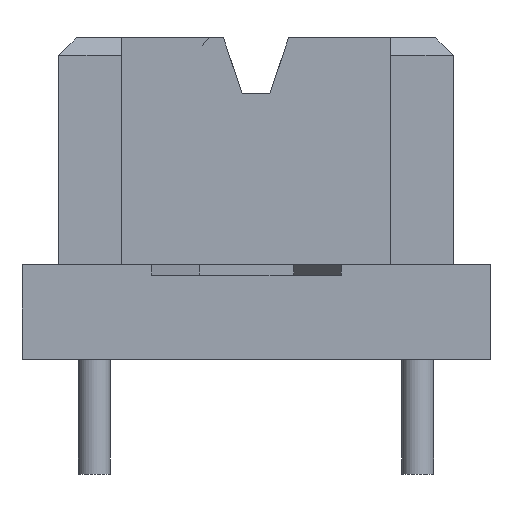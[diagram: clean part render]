
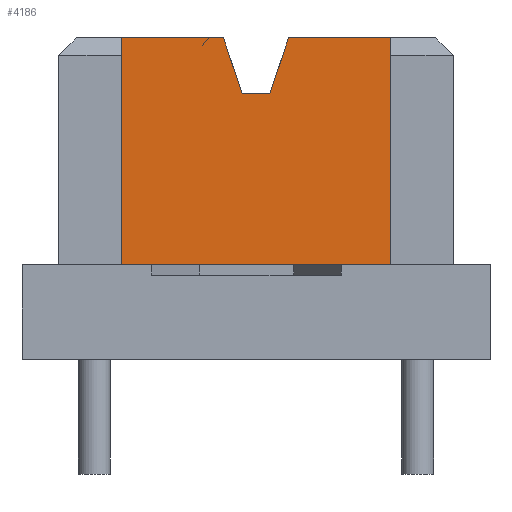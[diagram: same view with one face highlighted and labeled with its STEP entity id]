
A CAD part, front view. The second image highlights one B-rep face of the part: STEP entity #4186.
In plain terms, the highlighted free-form (B-spline) face has degree [1, 1] with [2, 2] control points.
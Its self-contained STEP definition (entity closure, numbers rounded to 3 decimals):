
#471=FACE_OUTER_BOUND($,#787,.T.);
#787=EDGE_LOOP($,(#3528,#3529,#3530,#3531,#3532,#3533,#3534,#3535));
#1193=B_SPLINE_CURVE_WITH_KNOTS($,1,(#6058,#6059),.UNSPECIFIED.,.F.,.F.,
(2,2),(0.,0.449),.UNSPECIFIED.);
#1202=B_SPLINE_CURVE_WITH_KNOTS($,1,(#6092,#6093),.UNSPECIFIED.,.F.,.F.,
(2,2),(0.,1.),.UNSPECIFIED.);
#1249=B_SPLINE_CURVE_WITH_KNOTS($,1,(#6281,#6282),.UNSPECIFIED.,.F.,.F.,
(2,2),(0.737,1.187),.UNSPECIFIED.);
#1253=B_SPLINE_CURVE_WITH_KNOTS($,1,(#6295,#6296),.UNSPECIFIED.,.F.,.F.,
(2,2),(0.,1.),.UNSPECIFIED.);
#1383=B_SPLINE_CURVE_WITH_KNOTS($,1,(#6819,#6820),.UNSPECIFIED.,.F.,.F.,
(2,2),(0.,4.45),.UNSPECIFIED.);
#1385=B_SPLINE_CURVE_WITH_KNOTS($,1,(#6827,#6828),.UNSPECIFIED.,.F.,.F.,
(2,2),(0.,1.187),.UNSPECIFIED.);
#1461=B_SPLINE_CURVE_WITH_KNOTS($,1,(#7123,#7124),.UNSPECIFIED.,.F.,.F.,
(2,2),(0.,1.),.UNSPECIFIED.);
#1462=B_SPLINE_CURVE_WITH_KNOTS($,1,(#7129,#7130),.UNSPECIFIED.,.F.,.F.,
(2,2),(0.449,0.551),.UNSPECIFIED.);
#1674=VERTEX_POINT($,#6054);
#1675=VERTEX_POINT($,#6057);
#1679=VERTEX_POINT($,#6089);
#1717=VERTEX_POINT($,#6277);
#1718=VERTEX_POINT($,#6280);
#1720=VERTEX_POINT($,#6292);
#1804=VERTEX_POINT($,#6818);
#1848=VERTEX_POINT($,#7120);
#2193=EDGE_CURVE($,#1674,#1675,#1193,.T.);
#2202=EDGE_CURVE($,#1679,#1674,#1202,.T.);
#2249=EDGE_CURVE($,#1717,#1718,#1249,.T.);
#2253=EDGE_CURVE($,#1720,#1717,#1253,.T.);
#2383=EDGE_CURVE($,#1804,#1718,#1383,.T.);
#2385=EDGE_CURVE($,#1804,#1679,#1385,.T.);
#2461=EDGE_CURVE($,#1675,#1848,#1461,.T.);
#2462=EDGE_CURVE($,#1848,#1720,#1462,.T.);
#3528=ORIENTED_EDGE($,*,*,#2461,.F.);
#3529=ORIENTED_EDGE($,*,*,#2193,.F.);
#3530=ORIENTED_EDGE($,*,*,#2202,.F.);
#3531=ORIENTED_EDGE($,*,*,#2385,.F.);
#3532=ORIENTED_EDGE($,*,*,#2383,.T.);
#3533=ORIENTED_EDGE($,*,*,#2249,.F.);
#3534=ORIENTED_EDGE($,*,*,#2253,.F.);
#3535=ORIENTED_EDGE($,*,*,#2462,.F.);
#3979=B_SPLINE_SURFACE_WITH_KNOTS($,1,1,((#7125,#7126),(#7127,#7128)),
 .UNSPECIFIED.,.F.,.F.,.F.,(2,2),(2,2),(0.,1.187),(0.,1.),
 .UNSPECIFIED.);
#4186=ADVANCED_FACE($,(#471),#3979,.F.);
#6054=CARTESIAN_POINT('',(0.855,-75.1,10.1));
#6057=CARTESIAN_POINT('',(4.055,-75.1,10.1));
#6058=CARTESIAN_POINT('Ctrl Pts',(0.855,-75.1,10.1));
#6059=CARTESIAN_POINT('Ctrl Pts',(4.055,-75.1,10.1));
#6089=CARTESIAN_POINT('',(0.855,-75.1,2.98));
#6092=CARTESIAN_POINT('Ctrl Pts',(0.855,-75.1,2.98));
#6093=CARTESIAN_POINT('Ctrl Pts',(0.855,-75.1,10.1));
#6277=CARTESIAN_POINT('',(6.105,-75.1,10.1));
#6280=CARTESIAN_POINT('',(9.305,-75.1,10.1));
#6281=CARTESIAN_POINT('Ctrl Pts',(6.105,-75.1,10.1));
#6282=CARTESIAN_POINT('Ctrl Pts',(9.305,-75.1,10.1));
#6292=CARTESIAN_POINT('',(5.511,-75.1,8.35));
#6295=CARTESIAN_POINT('Ctrl Pts',(5.511,-75.1,8.35));
#6296=CARTESIAN_POINT('Ctrl Pts',(6.105,-75.1,10.1));
#6818=CARTESIAN_POINT('',(9.305,-75.1,2.98));
#6819=CARTESIAN_POINT('Ctrl Pts',(9.305,-75.1,2.98));
#6820=CARTESIAN_POINT('Ctrl Pts',(9.305,-75.1,10.1));
#6827=CARTESIAN_POINT('Ctrl Pts',(9.305,-75.1,2.98));
#6828=CARTESIAN_POINT('Ctrl Pts',(0.855,-75.1,2.98));
#7120=CARTESIAN_POINT('',(4.649,-75.1,8.35));
#7123=CARTESIAN_POINT('Ctrl Pts',(4.055,-75.1,10.1));
#7124=CARTESIAN_POINT('Ctrl Pts',(4.649,-75.1,8.35));
#7125=CARTESIAN_POINT('Ctrl Pts',(9.305,-75.1,2.98));
#7126=CARTESIAN_POINT('Ctrl Pts',(9.305,-75.1,10.1));
#7127=CARTESIAN_POINT('Ctrl Pts',(0.855,-75.1,2.98));
#7128=CARTESIAN_POINT('Ctrl Pts',(0.855,-75.1,10.1));
#7129=CARTESIAN_POINT('Ctrl Pts',(4.649,-75.1,8.35));
#7130=CARTESIAN_POINT('Ctrl Pts',(5.511,-75.1,8.35));
